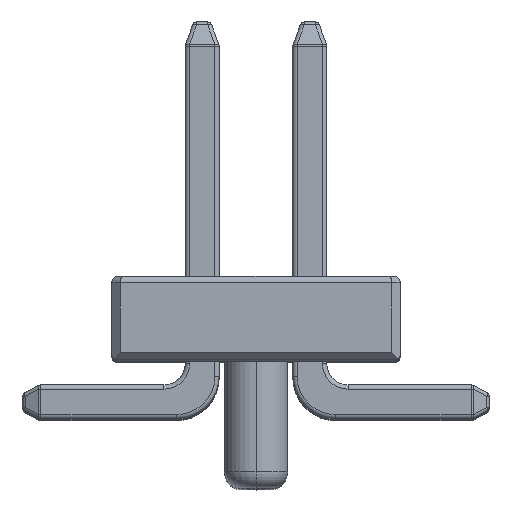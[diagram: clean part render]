
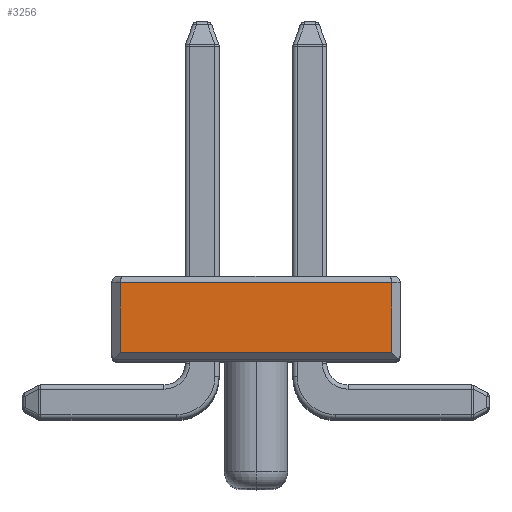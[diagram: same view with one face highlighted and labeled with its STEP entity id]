
A CAD part, top view. The second image highlights one B-rep face of the part: STEP entity #3256.
In plain terms, the highlighted planar face has unit normal (0, 0, 1).
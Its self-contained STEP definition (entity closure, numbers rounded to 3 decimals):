
#40 = VECTOR ( 'NONE', #6271, 1000. ) ;
#48 = CARTESIAN_POINT ( 'NONE',  ( -1.6, 0.925, 0.635 ) ) ;
#192 = LINE ( 'NONE', #3745, #40 ) ;
#330 = VECTOR ( 'NONE', #5761, 1000. ) ;
#351 = CARTESIAN_POINT ( 'NONE',  ( -1.6, 0., 0.635 ) ) ;
#512 = AXIS2_PLACEMENT_3D ( 'NONE', #4926, #1977, #5419 ) ;
#758 = DIRECTION ( 'NONE',  ( 0., 1., 0. ) ) ;
#848 = LINE ( 'NONE', #1739, #5810 ) ;
#984 = FACE_OUTER_BOUND ( 'NONE', #2271, .T. ) ;
#1304 = EDGE_CURVE ( 'NONE', #5887, #3399, #192, .T. ) ;
#1536 = VERTEX_POINT ( 'NONE', #2299 ) ;
#1537 = EDGE_CURVE ( 'NONE', #1536, #5887, #5074, .T. ) ;
#1652 = LINE ( 'NONE', #351, #330 ) ;
#1739 = CARTESIAN_POINT ( 'NONE',  ( 1.7, 0.1, 0.635 ) ) ;
#1977 = DIRECTION ( 'NONE',  ( 0., 0., 1. ) ) ;
#2027 = ORIENTED_EDGE ( 'NONE', *, *, #1304, .T. ) ;
#2147 = CARTESIAN_POINT ( 'NONE',  ( 1.6, 0.925, 0.635 ) ) ;
#2245 = CARTESIAN_POINT ( 'NONE',  ( 1.6, 1., 0.635 ) ) ;
#2271 = EDGE_LOOP ( 'NONE', ( #4383, #2027, #3616, #5410 ) ) ;
#2299 = CARTESIAN_POINT ( 'NONE',  ( 1.6, 0.1, 0.635 ) ) ;
#2442 = PLANE ( 'NONE',  #512 ) ;
#2593 = EDGE_CURVE ( 'NONE', #3722, #1536, #848, .T. ) ;
#3256 = ADVANCED_FACE ( 'NONE', ( #984 ), #2442, .T. ) ;
#3399 = VERTEX_POINT ( 'NONE', #48 ) ;
#3616 = ORIENTED_EDGE ( 'NONE', *, *, #3959, .T. ) ;
#3722 = VERTEX_POINT ( 'NONE', #6358 ) ;
#3745 = CARTESIAN_POINT ( 'NONE',  ( 0., 0.925, 0.635 ) ) ;
#3768 = VECTOR ( 'NONE', #758, 1000. ) ;
#3959 = EDGE_CURVE ( 'NONE', #3399, #3722, #1652, .T. ) ;
#4383 = ORIENTED_EDGE ( 'NONE', *, *, #1537, .T. ) ;
#4926 = CARTESIAN_POINT ( 'NONE',  ( 0., 0., 0.635 ) ) ;
#5074 = LINE ( 'NONE', #2245, #3768 ) ;
#5410 = ORIENTED_EDGE ( 'NONE', *, *, #2593, .T. ) ;
#5419 = DIRECTION ( 'NONE',  ( 1., 0., 0. ) ) ;
#5761 = DIRECTION ( 'NONE',  ( 0., -1., 0. ) ) ;
#5810 = VECTOR ( 'NONE', #6186, 1000. ) ;
#5887 = VERTEX_POINT ( 'NONE', #2147 ) ;
#6186 = DIRECTION ( 'NONE',  ( 1., 0., 0. ) ) ;
#6271 = DIRECTION ( 'NONE',  ( -1., 0., 0. ) ) ;
#6358 = CARTESIAN_POINT ( 'NONE',  ( -1.6, 0.1, 0.635 ) ) ;
